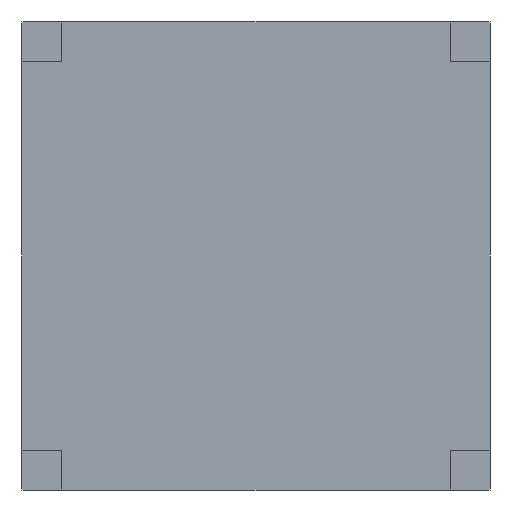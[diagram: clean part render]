
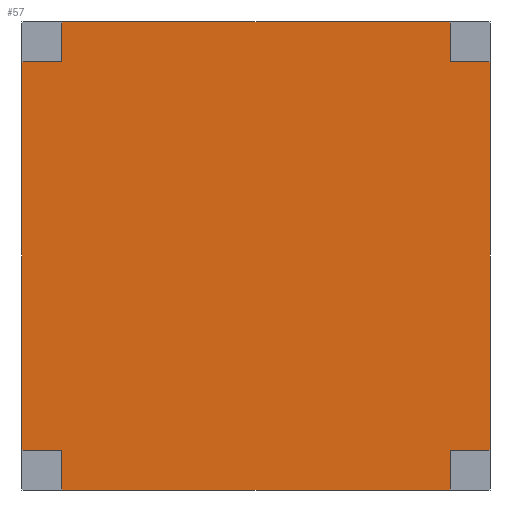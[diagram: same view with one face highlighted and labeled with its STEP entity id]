
A CAD part, front view. The second image highlights one B-rep face of the part: STEP entity #57.
In plain terms, the highlighted planar face has unit normal (0, -1, 0).
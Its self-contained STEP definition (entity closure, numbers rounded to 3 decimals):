
#57=ADVANCED_FACE('',(#123),#125,.F.);
#123=FACE_BOUND('',#124,.T.);
#124=EDGE_LOOP('',(#437,#438,#439,#440,#441,#442,#443,#444,#445,#446,#447,#448));
#125=PLANE('',#126);
#126=AXIS2_PLACEMENT_3D('',#127,#128,#129);
#127=CARTESIAN_POINT('',(0.,0.,0.));
#128=DIRECTION('',(0.,1.,0.));
#129=DIRECTION('',(-1.,0.,0.));
#437=ORIENTED_EDGE('',*,*,#657,.F.);
#438=ORIENTED_EDGE('',*,*,#635,.F.);
#439=ORIENTED_EDGE('',*,*,#658,.F.);
#440=ORIENTED_EDGE('',*,*,#659,.F.);
#441=ORIENTED_EDGE('',*,*,#624,.F.);
#442=ORIENTED_EDGE('',*,*,#660,.F.);
#443=ORIENTED_EDGE('',*,*,#661,.F.);
#444=ORIENTED_EDGE('',*,*,#656,.F.);
#445=ORIENTED_EDGE('',*,*,#662,.F.);
#446=ORIENTED_EDGE('',*,*,#663,.F.);
#447=ORIENTED_EDGE('',*,*,#646,.F.);
#448=ORIENTED_EDGE('',*,*,#664,.F.);
#624=EDGE_CURVE('',#746,#725,#748,.T.);
#635=EDGE_CURVE('',#767,#749,#769,.T.);
#646=EDGE_CURVE('',#788,#770,#790,.T.);
#656=EDGE_CURVE('',#806,#791,#808,.T.);
#657=EDGE_CURVE('',#749,#809,#810,.F.);
#658=EDGE_CURVE('',#811,#767,#812,.F.);
#659=EDGE_CURVE('',#725,#811,#813,.F.);
#660=EDGE_CURVE('',#814,#746,#815,.F.);
#661=EDGE_CURVE('',#791,#814,#816,.F.);
#662=EDGE_CURVE('',#817,#806,#818,.F.);
#663=EDGE_CURVE('',#770,#817,#819,.F.);
#664=EDGE_CURVE('',#809,#788,#820,.F.);
#725=VERTEX_POINT('',#909);
#746=VERTEX_POINT('',#950);
#748=LINE('',#954,#955);
#749=VERTEX_POINT('',#957);
#767=VERTEX_POINT('',#993);
#769=LINE('',#997,#998);
#770=VERTEX_POINT('',#1000);
#788=VERTEX_POINT('',#1036);
#790=LINE('',#1040,#1041);
#791=VERTEX_POINT('',#1043);
#806=VERTEX_POINT('',#1074);
#808=LINE('',#1078,#1079);
#809=VERTEX_POINT('',#1081);
#810=LINE('',#1082,#1083);
#811=VERTEX_POINT('',#1085);
#812=LINE('',#1086,#1087);
#813=LINE('',#1089,#1090);
#814=VERTEX_POINT('',#1092);
#815=LINE('',#1093,#1094);
#816=LINE('',#1096,#1097);
#817=VERTEX_POINT('',#1099);
#818=LINE('',#1100,#1101);
#819=LINE('',#1103,#1104);
#820=LINE('',#1106,#1107);
#909=CARTESIAN_POINT('',(-50.,0.,41.5));
#950=CARTESIAN_POINT('',(-50.,0.,-41.5));
#954=CARTESIAN_POINT('',(-50.,0.,-41.5));
#955=VECTOR('',#956,1.);
#956=DIRECTION('',(0.,0.,1.));
#957=CARTESIAN_POINT('',(41.5,0.,50.));
#993=CARTESIAN_POINT('',(-41.5,0.,50.));
#997=CARTESIAN_POINT('',(-41.5,0.,50.));
#998=VECTOR('',#999,1.);
#999=DIRECTION('',(1.,0.,0.));
#1000=CARTESIAN_POINT('',(50.,0.,-41.5));
#1036=CARTESIAN_POINT('',(50.,0.,41.5));
#1040=CARTESIAN_POINT('',(50.,0.,41.5));
#1041=VECTOR('',#1042,1.);
#1042=DIRECTION('',(0.,0.,-1.));
#1043=CARTESIAN_POINT('',(-41.5,0.,-50.));
#1074=CARTESIAN_POINT('',(41.5,0.,-50.));
#1078=CARTESIAN_POINT('',(41.5,0.,-50.));
#1079=VECTOR('',#1080,1.);
#1080=DIRECTION('',(-1.,0.,0.));
#1081=CARTESIAN_POINT('',(41.5,0.,41.5));
#1082=CARTESIAN_POINT('',(41.5,0.,41.5));
#1083=VECTOR('',#1084,1.);
#1084=DIRECTION('',(0.,0.,1.));
#1085=CARTESIAN_POINT('',(-41.5,0.,41.5));
#1086=CARTESIAN_POINT('',(-41.5,0.,50.));
#1087=VECTOR('',#1088,1.);
#1088=DIRECTION('',(0.,0.,-1.));
#1089=CARTESIAN_POINT('',(-41.5,0.,41.5));
#1090=VECTOR('',#1091,1.);
#1091=DIRECTION('',(-1.,0.,0.));
#1092=CARTESIAN_POINT('',(-41.5,0.,-41.5));
#1093=CARTESIAN_POINT('',(-50.,0.,-41.5));
#1094=VECTOR('',#1095,1.);
#1095=DIRECTION('',(1.,0.,0.));
#1096=CARTESIAN_POINT('',(-41.5,0.,-41.5));
#1097=VECTOR('',#1098,1.);
#1098=DIRECTION('',(0.,0.,-1.));
#1099=CARTESIAN_POINT('',(41.5,0.,-41.5));
#1100=CARTESIAN_POINT('',(41.5,0.,-50.));
#1101=VECTOR('',#1102,1.);
#1102=DIRECTION('',(0.,0.,1.));
#1103=CARTESIAN_POINT('',(41.5,0.,-41.5));
#1104=VECTOR('',#1105,1.);
#1105=DIRECTION('',(1.,0.,0.));
#1106=CARTESIAN_POINT('',(50.,0.,41.5));
#1107=VECTOR('',#1108,1.);
#1108=DIRECTION('',(-1.,0.,0.));
